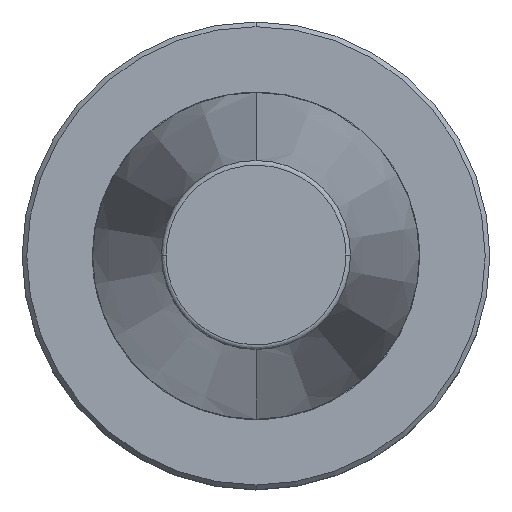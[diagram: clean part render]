
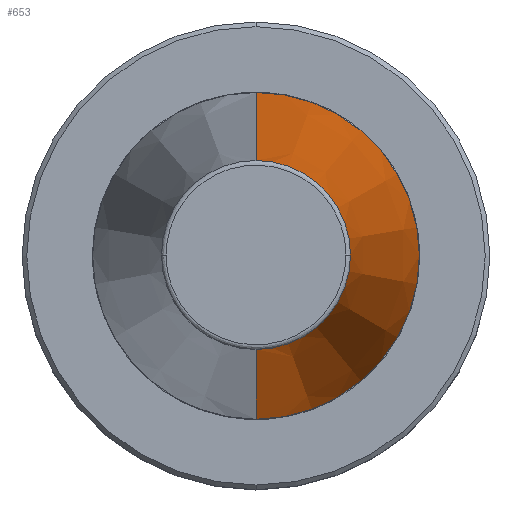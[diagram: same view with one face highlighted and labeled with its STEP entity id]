
A CAD part, top view. The second image highlights one B-rep face of the part: STEP entity #653.
In plain terms, the highlighted conical face has half-angle 8.297 degrees and reference radius 34.925 mm.
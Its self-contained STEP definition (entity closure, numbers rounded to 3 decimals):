
#63 = VERTEX_POINT ( 'NONE', #2580 ) ;
#74 = VECTOR ( 'NONE', #1830, 1000. ) ;
#92 = FACE_OUTER_BOUND ( 'NONE', #889, .T. ) ;
#126 = CIRCLE ( 'NONE', #992, 20.204 ) ;
#199 = EDGE_CURVE ( 'NONE', #528, #2657, #1338, .T. ) ;
#238 = CARTESIAN_POINT ( 'NONE',  ( 0., -34.925, 0. ) ) ;
#255 = CARTESIAN_POINT ( 'NONE',  ( 0., 20.204, 100.944 ) ) ;
#356 = VERTEX_POINT ( 'NONE', #2274 ) ;
#484 = LINE ( 'NONE', #1797, #1120 ) ;
#528 = VERTEX_POINT ( 'NONE', #255 ) ;
#544 = CARTESIAN_POINT ( 'NONE',  ( 0., 34.925, 0. ) ) ;
#552 = CARTESIAN_POINT ( 'NONE',  ( 0., 0., 0. ) ) ;
#642 = CONICAL_SURFACE ( 'NONE', #2327, 34.925, 0.145 ) ;
#653 = ADVANCED_FACE ( 'NONE', ( #92 ), #642, .T. ) ;
#705 = DIRECTION ( 'NONE',  ( 0., 0., -1. ) ) ;
#712 = EDGE_CURVE ( 'NONE', #528, #2278, #484, .T. ) ;
#758 = DIRECTION ( 'NONE',  ( 0., 1., 0. ) ) ;
#759 = CARTESIAN_POINT ( 'NONE',  ( 0., 0., 0. ) ) ;
#826 = CIRCLE ( 'NONE', #838, 34.925 ) ;
#838 = AXIS2_PLACEMENT_3D ( 'NONE', #759, #2215, #1000 ) ;
#889 = EDGE_LOOP ( 'NONE', ( #1413, #2129, #2629, #1025, #1381, #2038 ) ) ;
#992 = AXIS2_PLACEMENT_3D ( 'NONE', #1021, #1020, #1019 ) ;
#1000 = DIRECTION ( 'NONE',  ( -1., 0., 0. ) ) ;
#1019 = DIRECTION ( 'NONE',  ( -1., 0., 0. ) ) ;
#1020 = DIRECTION ( 'NONE',  ( 0., 0., -1. ) ) ;
#1021 = CARTESIAN_POINT ( 'NONE',  ( 0., 0., 100.944 ) ) ;
#1025 = ORIENTED_EDGE ( 'NONE', *, *, #1288, .T. ) ;
#1120 = VECTOR ( 'NONE', #1781, 1000. ) ;
#1161 = DIRECTION ( 'NONE',  ( -1., 0., 0. ) ) ;
#1165 = DIRECTION ( 'NONE',  ( 0., 0., 1. ) ) ;
#1166 = CARTESIAN_POINT ( 'NONE',  ( 0., 0., 0. ) ) ;
#1242 = LINE ( 'NONE', #238, #74 ) ;
#1288 = EDGE_CURVE ( 'NONE', #63, #1640, #2497, .T. ) ;
#1338 = CIRCLE ( 'NONE', #1942, 20.204 ) ;
#1365 = EDGE_CURVE ( 'NONE', #2657, #356, #126, .T. ) ;
#1381 = ORIENTED_EDGE ( 'NONE', *, *, #2191, .T. ) ;
#1387 = AXIS2_PLACEMENT_3D ( 'NONE', #1166, #1165, #1161 ) ;
#1413 = ORIENTED_EDGE ( 'NONE', *, *, #199, .T. ) ;
#1493 = CARTESIAN_POINT ( 'NONE',  ( 20.204, 0., 100.944 ) ) ;
#1640 = VERTEX_POINT ( 'NONE', #1870 ) ;
#1781 = DIRECTION ( 'NONE',  ( 0., 0.144, -0.99 ) ) ;
#1797 = CARTESIAN_POINT ( 'NONE',  ( 0., 34.925, 0. ) ) ;
#1830 = DIRECTION ( 'NONE',  ( 0., -0.144, -0.99 ) ) ;
#1870 = CARTESIAN_POINT ( 'NONE',  ( 34.925, 0., 0. ) ) ;
#1881 = CARTESIAN_POINT ( 'NONE',  ( 0., 0., 100.944 ) ) ;
#1942 = AXIS2_PLACEMENT_3D ( 'NONE', #1881, #2001, #1999 ) ;
#1999 = DIRECTION ( 'NONE',  ( -1., 0., 0. ) ) ;
#2001 = DIRECTION ( 'NONE',  ( 0., 0., -1. ) ) ;
#2038 = ORIENTED_EDGE ( 'NONE', *, *, #712, .F. ) ;
#2129 = ORIENTED_EDGE ( 'NONE', *, *, #1365, .T. ) ;
#2191 = EDGE_CURVE ( 'NONE', #1640, #2278, #826, .T. ) ;
#2215 = DIRECTION ( 'NONE',  ( 0., 0., 1. ) ) ;
#2274 = CARTESIAN_POINT ( 'NONE',  ( 0., -20.204, 100.944 ) ) ;
#2278 = VERTEX_POINT ( 'NONE', #544 ) ;
#2327 = AXIS2_PLACEMENT_3D ( 'NONE', #552, #705, #758 ) ;
#2455 = EDGE_CURVE ( 'NONE', #356, #63, #1242, .T. ) ;
#2497 = CIRCLE ( 'NONE', #1387, 34.925 ) ;
#2580 = CARTESIAN_POINT ( 'NONE',  ( 0., -34.925, 0. ) ) ;
#2629 = ORIENTED_EDGE ( 'NONE', *, *, #2455, .T. ) ;
#2657 = VERTEX_POINT ( 'NONE', #1493 ) ;
